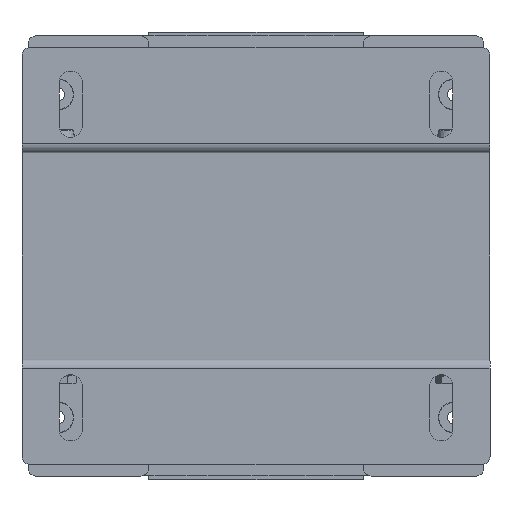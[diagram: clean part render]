
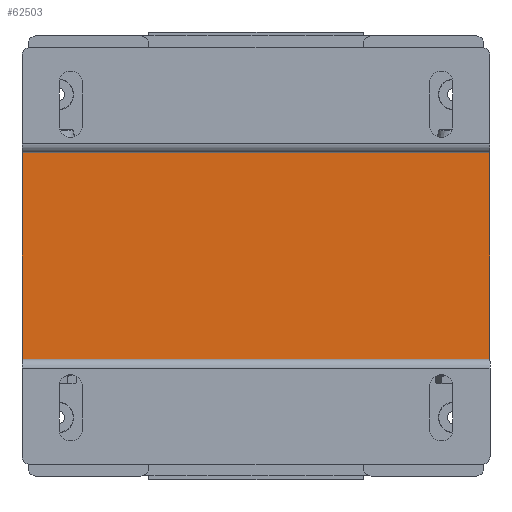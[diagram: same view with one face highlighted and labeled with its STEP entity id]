
A CAD part, front view. The second image highlights one B-rep face of the part: STEP entity #62503.
In plain terms, the highlighted planar face has unit normal (0, -1, 0).
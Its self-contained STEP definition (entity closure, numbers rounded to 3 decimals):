
#1036 = CARTESIAN_POINT ( 'NONE',  ( -60., -50., 52.832 ) ) ;
#5405 = ORIENTED_EDGE ( 'NONE', *, *, #89431, .F. ) ;
#5933 = CARTESIAN_POINT ( 'NONE',  ( -60., -50., 52.832 ) ) ;
#7524 = LINE ( 'NONE', #127010, #58136 ) ;
#7950 = EDGE_CURVE ( 'NONE', #44622, #40154, #87996, .T. ) ;
#10575 = VECTOR ( 'NONE', #104731, 1000. ) ;
#11812 = LINE ( 'NONE', #21895, #10575 ) ;
#14845 = DIRECTION ( 'NONE',  ( 1., 0., 0. ) ) ;
#20500 = VECTOR ( 'NONE', #77008, 1000. ) ;
#21895 = CARTESIAN_POINT ( 'NONE',  ( 60., -50., 52.832 ) ) ;
#28116 = AXIS2_PLACEMENT_3D ( 'NONE', #42735, #87360, #123203 ) ;
#37054 = ORIENTED_EDGE ( 'NONE', *, *, #138982, .T. ) ;
#37471 = CARTESIAN_POINT ( 'NONE',  ( 60., -50., 52.832 ) ) ;
#39164 = ORIENTED_EDGE ( 'NONE', *, *, #7950, .T. ) ;
#40154 = VERTEX_POINT ( 'NONE', #59096 ) ;
#42735 = CARTESIAN_POINT ( 'NONE',  ( 60., -50., 52.832 ) ) ;
#44622 = VERTEX_POINT ( 'NONE', #1036 ) ;
#58136 = VECTOR ( 'NONE', #67680, 1000. ) ;
#59096 = CARTESIAN_POINT ( 'NONE',  ( -60., -50., 0. ) ) ;
#61497 = EDGE_CURVE ( 'NONE', #144824, #125827, #11812, .T. ) ;
#62503 = ADVANCED_FACE ( 'NONE', ( #113019 ), #77946, .F. ) ;
#67680 = DIRECTION ( 'NONE',  ( 1., 0., 0. ) ) ;
#77008 = DIRECTION ( 'NONE',  ( 0., 0., -1. ) ) ;
#77946 = PLANE ( 'NONE',  #28116 ) ;
#87360 = DIRECTION ( 'NONE',  ( 0., 1., 0. ) ) ;
#87996 = LINE ( 'NONE', #5933, #20500 ) ;
#89431 = EDGE_CURVE ( 'NONE', #44622, #144824, #120239, .T. ) ;
#91599 = CARTESIAN_POINT ( 'NONE',  ( 60., -50., 52.832 ) ) ;
#96903 = CARTESIAN_POINT ( 'NONE',  ( 60., -50., 0. ) ) ;
#104731 = DIRECTION ( 'NONE',  ( 0., 0., -1. ) ) ;
#111527 = ORIENTED_EDGE ( 'NONE', *, *, #61497, .F. ) ;
#113019 = FACE_OUTER_BOUND ( 'NONE', #136526, .T. ) ;
#113509 = VECTOR ( 'NONE', #14845, 1000. ) ;
#120239 = LINE ( 'NONE', #37471, #113509 ) ;
#123203 = DIRECTION ( 'NONE',  ( -1., 0., 0. ) ) ;
#125827 = VERTEX_POINT ( 'NONE', #96903 ) ;
#127010 = CARTESIAN_POINT ( 'NONE',  ( 60., -50., 0. ) ) ;
#136526 = EDGE_LOOP ( 'NONE', ( #37054, #111527, #5405, #39164 ) ) ;
#138982 = EDGE_CURVE ( 'NONE', #40154, #125827, #7524, .T. ) ;
#144824 = VERTEX_POINT ( 'NONE', #91599 ) ;
